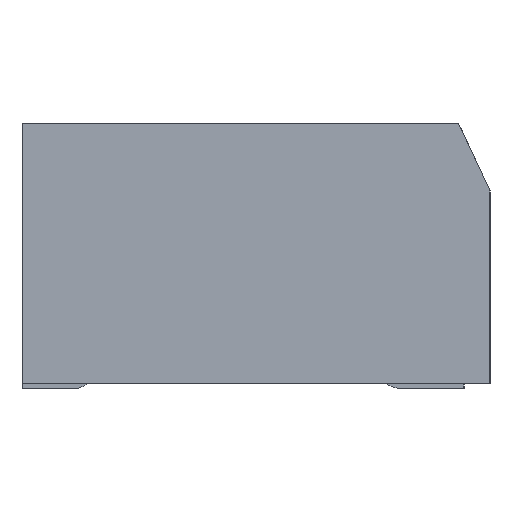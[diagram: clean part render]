
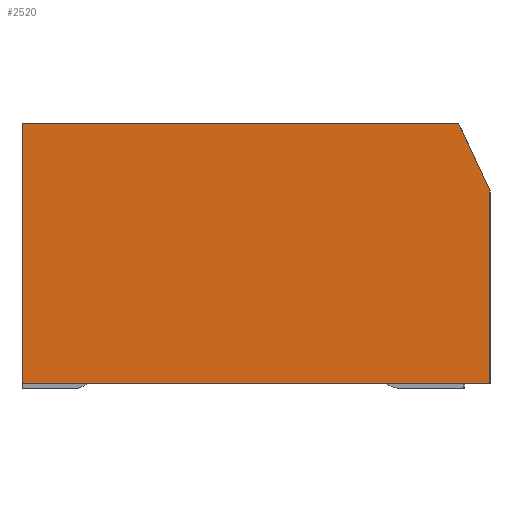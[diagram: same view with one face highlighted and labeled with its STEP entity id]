
A CAD part, left-side view. The second image highlights one B-rep face of the part: STEP entity #2520.
In plain terms, the highlighted planar face has unit normal (-1, 0, 0).
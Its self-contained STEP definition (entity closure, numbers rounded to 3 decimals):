
#645 = EDGE_CURVE('',#646,#648,#650,.T.);
#646 = VERTEX_POINT('',#647);
#647 = CARTESIAN_POINT('',(-10.,4.55,5.1));
#648 = VERTEX_POINT('',#649);
#649 = CARTESIAN_POINT('',(-10.,-3.844,5.1));
#650 = LINE('',#651,#652);
#651 = CARTESIAN_POINT('',(-10.,0.353,5.1));
#652 = VECTOR('',#653,1.);
#653 = DIRECTION('',(0.,-1.,0.));
#2502 = EDGE_CURVE('',#648,#2503,#2505,.T.);
#2503 = VERTEX_POINT('',#2504);
#2504 = CARTESIAN_POINT('',(-10.,-4.45,3.8));
#2505 = LINE('',#2506,#2507);
#2506 = CARTESIAN_POINT('',(-10.,-4.147,4.45));
#2507 = VECTOR('',#2508,1.);
#2508 = DIRECTION('',(0.,-0.423,-0.906));
#2520 = ADVANCED_FACE('',(#2521),#2547,.F.);
#2521 = FACE_BOUND('',#2522,.T.);
#2522 = EDGE_LOOP('',(#2523,#2531,#2539,#2545,#2546));
#2523 = ORIENTED_EDGE('',*,*,#2524,.F.);
#2524 = EDGE_CURVE('',#2525,#646,#2527,.T.);
#2525 = VERTEX_POINT('',#2526);
#2526 = CARTESIAN_POINT('',(-10.,4.55,0.1));
#2527 = LINE('',#2528,#2529);
#2528 = CARTESIAN_POINT('',(-10.,4.55,2.6));
#2529 = VECTOR('',#2530,1.);
#2530 = DIRECTION('',(0.,0.,1.));
#2531 = ORIENTED_EDGE('',*,*,#2532,.F.);
#2532 = EDGE_CURVE('',#2533,#2525,#2535,.T.);
#2533 = VERTEX_POINT('',#2534);
#2534 = CARTESIAN_POINT('',(-10.,-4.45,0.1));
#2535 = LINE('',#2536,#2537);
#2536 = CARTESIAN_POINT('',(-10.,0.05,0.1
    ));
#2537 = VECTOR('',#2538,1.);
#2538 = DIRECTION('',(0.,1.,0.));
#2539 = ORIENTED_EDGE('',*,*,#2540,.F.);
#2540 = EDGE_CURVE('',#2503,#2533,#2541,.T.);
#2541 = LINE('',#2542,#2543);
#2542 = CARTESIAN_POINT('',(-10.,-4.45,2.6));
#2543 = VECTOR('',#2544,1.);
#2544 = DIRECTION('',(0.,0.,-1.));
#2545 = ORIENTED_EDGE('',*,*,#2502,.F.);
#2546 = ORIENTED_EDGE('',*,*,#645,.F.);
#2547 = PLANE('',#2548);
#2548 = AXIS2_PLACEMENT_3D('',#2549,#2550,#2551);
#2549 = CARTESIAN_POINT('',(-10.,0.05,2.6));
#2550 = DIRECTION('',(1.,0.,0.));
#2551 = DIRECTION('',(0.,1.,0.));
